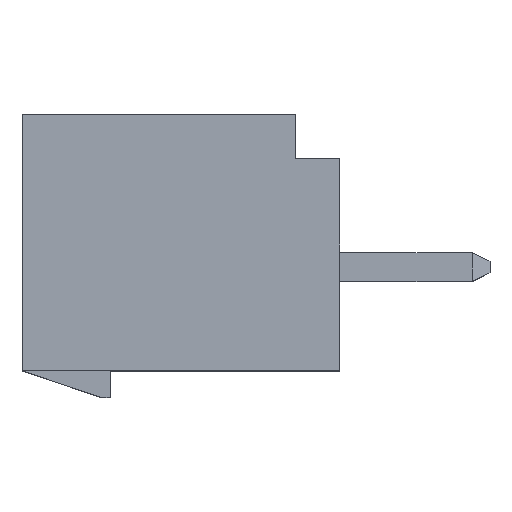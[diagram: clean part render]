
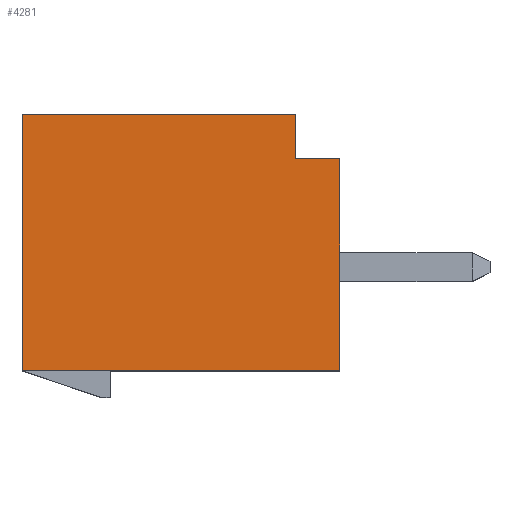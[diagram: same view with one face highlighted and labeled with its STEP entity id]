
A CAD part, top view. The second image highlights one B-rep face of the part: STEP entity #4281.
In plain terms, the highlighted planar face has unit normal (0, 0, 1).
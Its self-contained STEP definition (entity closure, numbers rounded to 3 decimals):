
#27 = DIRECTION ( 'NONE',  ( 0., -1., 0. ) ) ;
#101 = VERTEX_POINT ( 'NONE', #2597 ) ;
#103 = CARTESIAN_POINT ( 'NONE',  ( -8.154, 2.046, 13.75 ) ) ;
#130 = CARTESIAN_POINT ( 'NONE',  ( -8.154, -3.354, 13.75 ) ) ;
#153 = LINE ( 'NONE', #130, #1029 ) ;
#305 = VERTEX_POINT ( 'NONE', #2556 ) ;
#327 = EDGE_CURVE ( 'NONE', #976, #101, #4326, .T. ) ;
#338 = LINE ( 'NONE', #1790, #3091 ) ;
#537 = EDGE_CURVE ( 'NONE', #3592, #1687, #2004, .T. ) ;
#913 = ORIENTED_EDGE ( 'NONE', *, *, #2340, .T. ) ;
#945 = CARTESIAN_POINT ( 'NONE',  ( -8.154, -3.354, 13.75 ) ) ;
#976 = VERTEX_POINT ( 'NONE', #2737 ) ;
#1029 = VECTOR ( 'NONE', #1546, 1000. ) ;
#1043 = LINE ( 'NONE', #1359, #1326 ) ;
#1275 = CARTESIAN_POINT ( 'NONE',  ( -15.354, -2.754, 13.75 ) ) ;
#1326 = VECTOR ( 'NONE', #27, 1000. ) ;
#1359 = CARTESIAN_POINT ( 'NONE',  ( -9.154, 3.046, 13.75 ) ) ;
#1426 = EDGE_CURVE ( 'NONE', #305, #1687, #2486, .T. ) ;
#1462 = DIRECTION ( 'NONE',  ( -1., 0., 0. ) ) ;
#1546 = DIRECTION ( 'NONE',  ( 0., 1., 0. ) ) ;
#1625 = EDGE_CURVE ( 'NONE', #3625, #3592, #338, .T. ) ;
#1676 = CARTESIAN_POINT ( 'NONE',  ( -8.154, -2.754, 13.75 ) ) ;
#1687 = VERTEX_POINT ( 'NONE', #3979 ) ;
#1775 = ORIENTED_EDGE ( 'NONE', *, *, #1625, .F. ) ;
#1790 = CARTESIAN_POINT ( 'NONE',  ( -8.154, -2.754, 13.75 ) ) ;
#1869 = ORIENTED_EDGE ( 'NONE', *, *, #1925, .F. ) ;
#1891 = EDGE_LOOP ( 'NONE', ( #3379, #1775, #913, #2301, #1869, #2776 ) ) ;
#1925 = EDGE_CURVE ( 'NONE', #305, #976, #1043, .T. ) ;
#1979 = DIRECTION ( 'NONE',  ( 1., 0., 0. ) ) ;
#2004 = LINE ( 'NONE', #4406, #2778 ) ;
#2151 = FACE_OUTER_BOUND ( 'NONE', #1891, .T. ) ;
#2194 = PLANE ( 'NONE',  #2586 ) ;
#2260 = DIRECTION ( 'NONE',  ( 1., 0., 0. ) ) ;
#2284 = DIRECTION ( 'NONE',  ( 0., 0., 1. ) ) ;
#2301 = ORIENTED_EDGE ( 'NONE', *, *, #327, .F. ) ;
#2340 = EDGE_CURVE ( 'NONE', #3625, #101, #153, .T. ) ;
#2486 = LINE ( 'NONE', #3136, #3073 ) ;
#2556 = CARTESIAN_POINT ( 'NONE',  ( -9.154, 3.046, 13.75 ) ) ;
#2586 = AXIS2_PLACEMENT_3D ( 'NONE', #945, #2284, #1979 ) ;
#2597 = CARTESIAN_POINT ( 'NONE',  ( -8.154, 2.046, 13.75 ) ) ;
#2737 = CARTESIAN_POINT ( 'NONE',  ( -9.154, 2.046, 13.75 ) ) ;
#2776 = ORIENTED_EDGE ( 'NONE', *, *, #1426, .T. ) ;
#2778 = VECTOR ( 'NONE', #3731, 1000. ) ;
#3073 = VECTOR ( 'NONE', #1462, 1000. ) ;
#3091 = VECTOR ( 'NONE', #3827, 1000. ) ;
#3136 = CARTESIAN_POINT ( 'NONE',  ( -8.154, 3.046, 13.75 ) ) ;
#3379 = ORIENTED_EDGE ( 'NONE', *, *, #537, .F. ) ;
#3592 = VERTEX_POINT ( 'NONE', #1275 ) ;
#3625 = VERTEX_POINT ( 'NONE', #1676 ) ;
#3731 = DIRECTION ( 'NONE',  ( 0., 1., 0. ) ) ;
#3827 = DIRECTION ( 'NONE',  ( -1., 0., 0. ) ) ;
#3979 = CARTESIAN_POINT ( 'NONE',  ( -15.354, 3.046, 13.75 ) ) ;
#4071 = VECTOR ( 'NONE', #2260, 1000. ) ;
#4281 = ADVANCED_FACE ( 'NONE', ( #2151 ), #2194, .T. ) ;
#4326 = LINE ( 'NONE', #103, #4071 ) ;
#4406 = CARTESIAN_POINT ( 'NONE',  ( -15.354, -3.354, 13.75 ) ) ;
